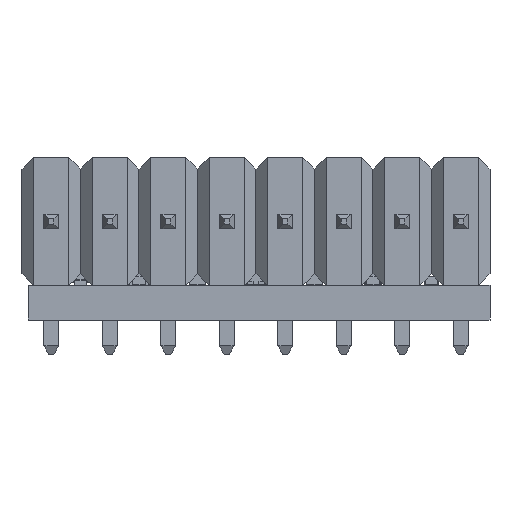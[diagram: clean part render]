
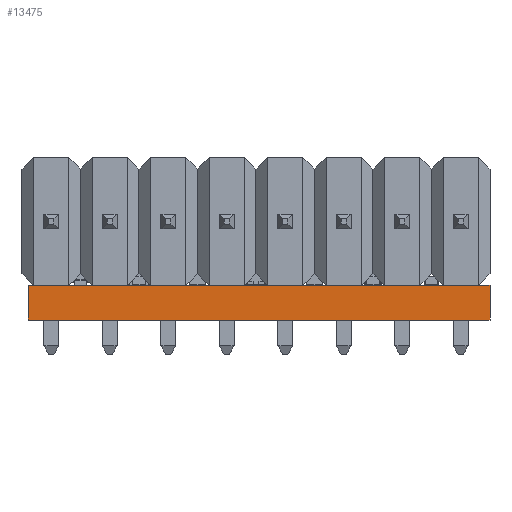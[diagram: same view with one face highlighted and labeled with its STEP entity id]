
A CAD part, left-side view. The second image highlights one B-rep face of the part: STEP entity #13475.
In plain terms, the highlighted planar face has unit normal (-1, 0, 0).
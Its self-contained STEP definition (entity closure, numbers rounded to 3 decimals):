
#888=PLANE('',#14414);
#1528=FACE_OUTER_BOUND('',#2310,.T.);
#2310=EDGE_LOOP('',(#9702,#9703,#9704,#9705));
#3165=LINE('',#19306,#4758);
#3173=LINE('',#19321,#4766);
#3174=LINE('',#19323,#4767);
#3175=LINE('',#19324,#4768);
#4758=VECTOR('',#15584,10.);
#4766=VECTOR('',#15596,10.);
#4767=VECTOR('',#15599,10.);
#4768=VECTOR('',#15600,10.);
#6640=VERTEX_POINT('',#19303);
#6641=VERTEX_POINT('',#19305);
#6645=VERTEX_POINT('',#19317);
#6646=VERTEX_POINT('',#19319);
#7809=EDGE_CURVE('',#6640,#6641,#3165,.T.);
#7817=EDGE_CURVE('',#6645,#6646,#3173,.T.);
#7818=EDGE_CURVE('',#6640,#6645,#3174,.T.);
#7819=EDGE_CURVE('',#6641,#6646,#3175,.T.);
#9702=ORIENTED_EDGE('',*,*,#7818,.T.);
#9703=ORIENTED_EDGE('',*,*,#7817,.T.);
#9704=ORIENTED_EDGE('',*,*,#7819,.F.);
#9705=ORIENTED_EDGE('',*,*,#7809,.F.);
#13475=ADVANCED_FACE('',(#1528),#888,.T.);
#14414=AXIS2_PLACEMENT_3D('',#19322,#15597,#15598);
#15584=DIRECTION('',(0.,0.,1.));
#15596=DIRECTION('',(0.,0.,1.));
#15597=DIRECTION('center_axis',(-1.,0.,0.));
#15598=DIRECTION('ref_axis',(0.,-1.,0.));
#15599=DIRECTION('',(0.,-1.,0.));
#15600=DIRECTION('',(0.,-1.,0.));
#19303=CARTESIAN_POINT('',(0.,20.055,0.));
#19305=CARTESIAN_POINT('',(0.,20.055,1.5));
#19306=CARTESIAN_POINT('',(0.,20.055,0.));
#19317=CARTESIAN_POINT('',(0.,0.,0.));
#19319=CARTESIAN_POINT('',(0.,0.,1.5));
#19321=CARTESIAN_POINT('',(0.,0.,0.));
#19322=CARTESIAN_POINT('Origin',(0.,20.055,0.));
#19323=CARTESIAN_POINT('',(0.,20.055,0.));
#19324=CARTESIAN_POINT('',(0.,20.055,1.5));
